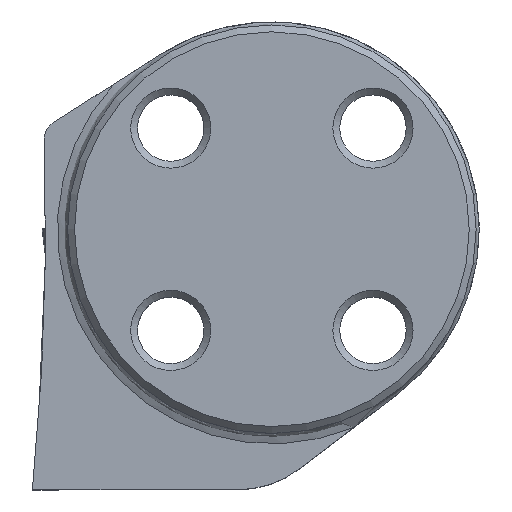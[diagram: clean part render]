
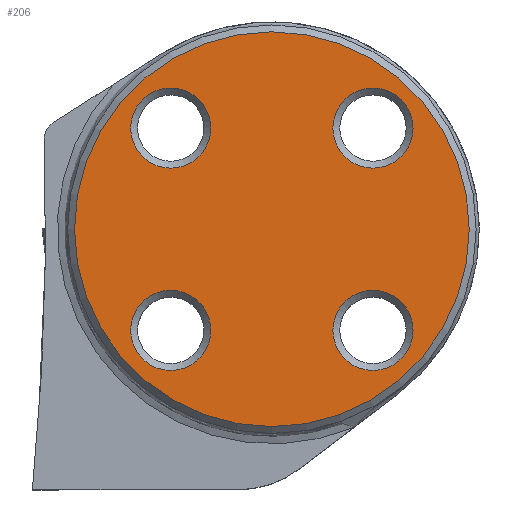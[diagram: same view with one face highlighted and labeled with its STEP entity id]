
A CAD part, top view. The second image highlights one B-rep face of the part: STEP entity #206.
In plain terms, the highlighted planar face has unit normal (0, 0, 1).
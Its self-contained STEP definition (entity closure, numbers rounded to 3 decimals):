
#121=FACE_BOUND('',#358,.T.);
#122=FACE_BOUND('',#359,.T.);
#123=FACE_BOUND('',#360,.T.);
#124=FACE_BOUND('',#361,.T.);
#125=FACE_BOUND('',#362,.T.);
#164=PLANE('',#1565);
#206=ADVANCED_FACE('',(#121,#122,#123,#124,#125),#164,.F.);
#358=EDGE_LOOP('',(#696));
#359=EDGE_LOOP('',(#697));
#360=EDGE_LOOP('',(#698));
#361=EDGE_LOOP('',(#699));
#362=EDGE_LOOP('',(#700));
#442=CIRCLE('',#1559,19.325);
#443=CIRCLE('',#1561,3.925);
#444=CIRCLE('',#1562,3.925);
#445=CIRCLE('',#1563,3.925);
#446=CIRCLE('',#1564,3.925);
#696=ORIENTED_EDGE('',*,*,#1206,.F.);
#697=ORIENTED_EDGE('',*,*,#1207,.T.);
#698=ORIENTED_EDGE('',*,*,#1208,.T.);
#699=ORIENTED_EDGE('',*,*,#1209,.F.);
#700=ORIENTED_EDGE('',*,*,#1205,.F.);
#1033=VERTEX_POINT('',#3536);
#1034=VERTEX_POINT('',#3539);
#1035=VERTEX_POINT('',#3541);
#1036=VERTEX_POINT('',#3543);
#1037=VERTEX_POINT('',#3545);
#1205=EDGE_CURVE('',#1033,#1033,#442,.T.);
#1206=EDGE_CURVE('',#1034,#1034,#443,.T.);
#1207=EDGE_CURVE('',#1035,#1035,#444,.T.);
#1208=EDGE_CURVE('',#1036,#1036,#445,.T.);
#1209=EDGE_CURVE('',#1037,#1037,#446,.T.);
#1559=AXIS2_PLACEMENT_3D('',#3535,#1748,#1749);
#1561=AXIS2_PLACEMENT_3D('',#3538,#1752,#1753);
#1562=AXIS2_PLACEMENT_3D('',#3540,#1754,#1755);
#1563=AXIS2_PLACEMENT_3D('',#3542,#1756,#1757);
#1564=AXIS2_PLACEMENT_3D('',#3544,#1758,#1759);
#1565=AXIS2_PLACEMENT_3D('',#3546,#1760,#1761);
#1748=DIRECTION('',(0.,0.,-1.));
#1749=DIRECTION('',(-1.,0.,0.));
#1752=DIRECTION('',(0.,0.,1.));
#1753=DIRECTION('',(-1.,0.,0.));
#1754=DIRECTION('',(0.,0.,-1.));
#1755=DIRECTION('',(-1.,0.,0.));
#1756=DIRECTION('',(0.,0.,-1.));
#1757=DIRECTION('',(-1.,0.,0.));
#1758=DIRECTION('',(0.,0.,1.));
#1759=DIRECTION('',(-1.,0.,0.));
#1760=DIRECTION('',(0.,0.,-1.));
#1761=DIRECTION('',(-1.,0.,0.));
#3535=CARTESIAN_POINT('',(0.,0.,0.));
#3536=CARTESIAN_POINT('',(-19.325,0.,0.));
#3538=CARTESIAN_POINT('',(9.899,-9.899,0.));
#3539=CARTESIAN_POINT('',(5.974,-9.899,0.));
#3540=CARTESIAN_POINT('',(9.899,9.899,0.));
#3541=CARTESIAN_POINT('',(5.974,9.899,0.));
#3542=CARTESIAN_POINT('',(-9.899,-9.899,0.));
#3543=CARTESIAN_POINT('',(-13.824,-9.899,0.));
#3544=CARTESIAN_POINT('',(-9.899,9.899,0.));
#3545=CARTESIAN_POINT('',(-13.824,9.899,0.));
#3546=CARTESIAN_POINT('',(0.,0.,0.));
